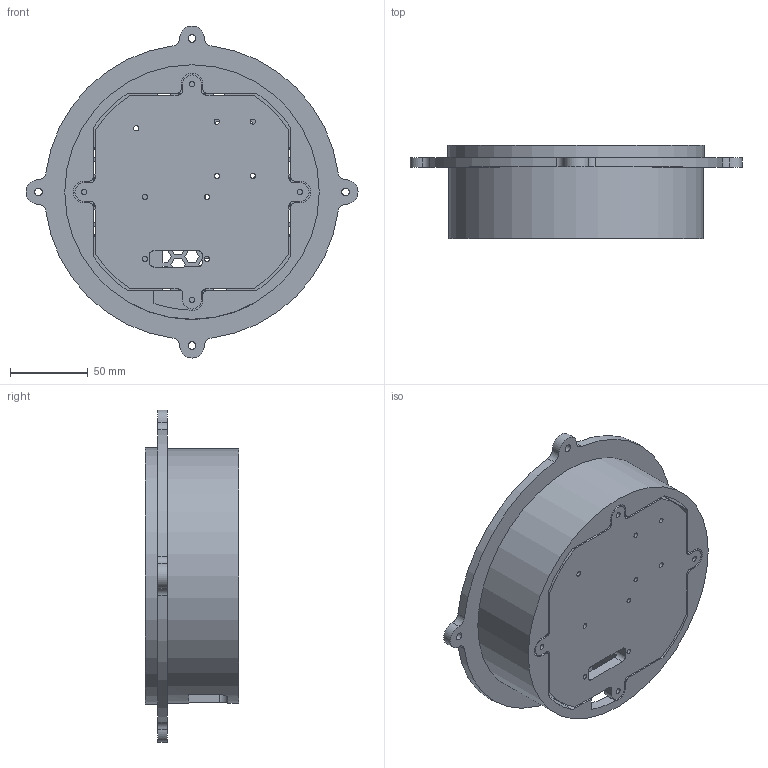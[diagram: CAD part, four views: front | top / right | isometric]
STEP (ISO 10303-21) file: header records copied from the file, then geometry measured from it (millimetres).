
FILE_DESCRIPTION(/* description */ (''),/* implementation_level */ '2;1');
FILE_NAME(/* name */ 'CAN window Control Module v18.step',/* time_stamp */ '2022-04-08T23:31:14-04:00',/* author */ (''),/* organization */ (''),/* preprocessor_version */ 'ST-DEVELOPER v18.1',/* originating_system */ 'Autodesk Translation Framework v10.14.0.1471',/* authorisation */ '');
FILE_SCHEMA (('AUTOMOTIVE_DESIGN { 1 0 10303 214 3 1 1 }'));
Length unit declared in the file: millimetre
Products named in the file (2): CAN window Control Module; MCP Spacer mod for STM32 board
Assembly tree (1 placements, depth 2):
  CAN window Control Module
    MCP Spacer mod for STM32 board
Bounding box: 213.99 x 60 x 213.99 mm (x, y, z)
Volume: 654234.5 mm3; surface area: 193882.6 mm2
Topology: 4 solids, 4 shells, 1149 faces, 3573 edges, 2375 vertices
Faces by surface type: plane 969, cylinder 164, cone 16
Full cylindrical faces by diameter (mm): 3.3 x9, 3.4 x15, 3.5 x2, 3.51 x1, 4.699 x16, 5 x4, 5.8 x4, 12 x1, 164 x1, 165.1 x1
Entity records: 40182 total; most frequent: CARTESIAN_POINT 7173, ORIENTED_EDGE 7146, DIRECTION 6320, EDGE_CURVE 3573, LINE 3112, VECTOR 3112, VERTEX_POINT 2375, AXIS2_PLACEMENT_3D 1604
